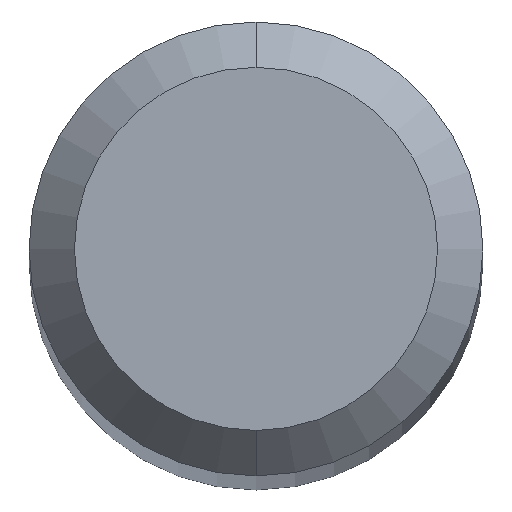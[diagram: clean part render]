
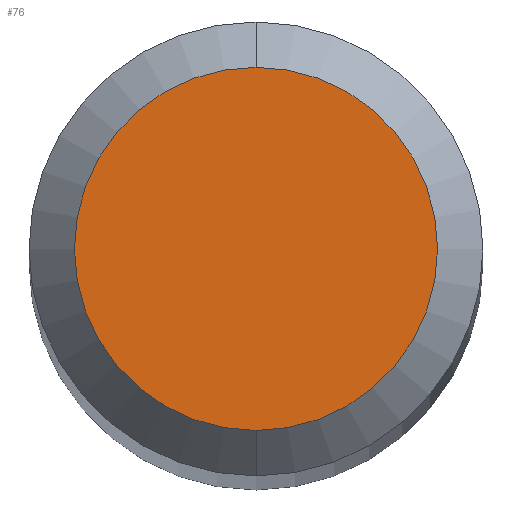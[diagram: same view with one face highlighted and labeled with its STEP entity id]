
A CAD part, top view. The second image highlights one B-rep face of the part: STEP entity #76.
In plain terms, the highlighted planar face has unit normal (0, 0, 1).
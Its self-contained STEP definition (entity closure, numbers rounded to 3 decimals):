
#36 = PLANE ( 'NONE',  #62 ) ;
#40 = DIRECTION ( 'NONE',  ( 0., 0., 1. ) ) ;
#41 = CARTESIAN_POINT ( 'NONE',  ( 0., 0., 0. ) ) ;
#43 = DIRECTION ( 'NONE',  ( 0., 1., 0. ) ) ;
#51 = VERTEX_POINT ( 'NONE', #199 ) ;
#58 = CARTESIAN_POINT ( 'NONE',  ( 0., 2.064, 0. ) ) ;
#62 = AXIS2_PLACEMENT_3D ( 'NONE', #150, #66, #118 ) ;
#66 = DIRECTION ( 'NONE',  ( 0., 0., -1. ) ) ;
#69 = DIRECTION ( 'NONE',  ( 0., 0., 1. ) ) ;
#76 = ADVANCED_FACE ( 'NONE', ( #160 ), #36, .F. ) ;
#88 = EDGE_CURVE ( 'NONE', #145, #51, #201, .T. ) ;
#95 = ORIENTED_EDGE ( 'NONE', *, *, #88, .T. ) ;
#118 = DIRECTION ( 'NONE',  ( 0., 1., 0. ) ) ;
#137 = DIRECTION ( 'NONE',  ( 0., 1., 0. ) ) ;
#145 = VERTEX_POINT ( 'NONE', #58 ) ;
#150 = CARTESIAN_POINT ( 'NONE',  ( 0., 2.58, 0. ) ) ;
#160 = FACE_OUTER_BOUND ( 'NONE', #184, .T. ) ;
#166 = CARTESIAN_POINT ( 'NONE',  ( 0., 0., 0. ) ) ;
#177 = CIRCLE ( 'NONE', #181, 2.064 ) ;
#181 = AXIS2_PLACEMENT_3D ( 'NONE', #166, #69, #137 ) ;
#184 = EDGE_LOOP ( 'NONE', ( #95, #209 ) ) ;
#187 = EDGE_CURVE ( 'NONE', #51, #145, #177, .T. ) ;
#199 = CARTESIAN_POINT ( 'NONE',  ( 0., -2.064, 0. ) ) ;
#201 = CIRCLE ( 'NONE', #207, 2.064 ) ;
#207 = AXIS2_PLACEMENT_3D ( 'NONE', #41, #40, #43 ) ;
#209 = ORIENTED_EDGE ( 'NONE', *, *, #187, .T. ) ;
